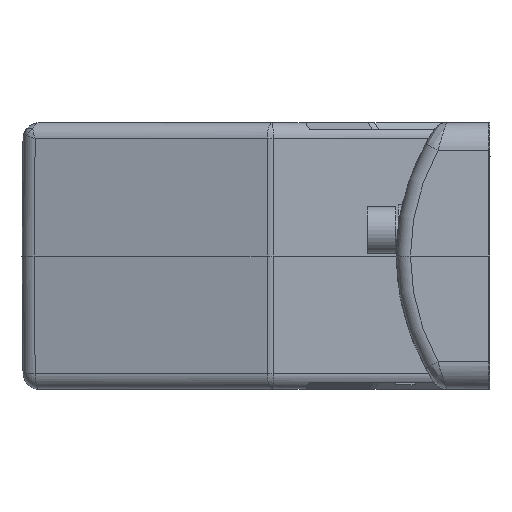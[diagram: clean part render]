
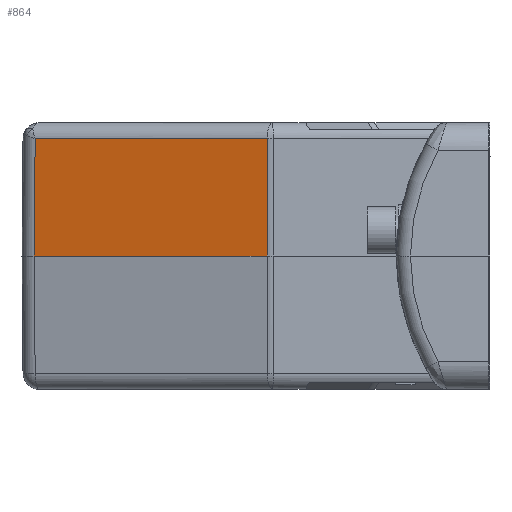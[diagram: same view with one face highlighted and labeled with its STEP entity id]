
A CAD part, left-side view. The second image highlights one B-rep face of the part: STEP entity #864.
In plain terms, the highlighted planar face has unit normal (-0.966, 0.259, 0.009).
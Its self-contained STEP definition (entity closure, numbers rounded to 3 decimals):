
#315=PLANE('',#8877);
#864=ADVANCED_FACE('',(#1484),#315,.T.);
#1484=FACE_OUTER_BOUND('',#1981,.T.);
#1981=EDGE_LOOP('',(#5441,#5442,#5443,#5444));
#2800=LINE('',#15721,#3386);
#2801=LINE('',#15728,#3387);
#3386=VECTOR('',#10622,1.);
#3387=VECTOR('',#10625,1.);
#5441=ORIENTED_EDGE('',*,*,#7690,.F.);
#5442=ORIENTED_EDGE('',*,*,#7309,.T.);
#5443=ORIENTED_EDGE('',*,*,#7689,.F.);
#5444=ORIENTED_EDGE('',*,*,#7691,.T.);
#6325=VERTEX_POINT('',#14041);
#6326=VERTEX_POINT('',#14078);
#6564=VERTEX_POINT('',#15718);
#6565=VERTEX_POINT('',#15727);
#7309=EDGE_CURVE('',#6326,#6325,#8081,.T.);
#7689=EDGE_CURVE('',#6564,#6325,#2800,.T.);
#7690=EDGE_CURVE('',#6326,#6565,#8222,.T.);
#7691=EDGE_CURVE('',#6564,#6565,#2801,.T.);
#8081=B_SPLINE_CURVE_WITH_KNOTS('',3,(#14074,#14075,#14076,#14077),
 .UNSPECIFIED.,.F.,.F.,(4,4),(0.,1.),.UNSPECIFIED.);
#8222=B_SPLINE_CURVE_WITH_KNOTS('',3,(#15723,#15724,#15725,#15726),
 .UNSPECIFIED.,.F.,.F.,(4,4),(0.,1.),.UNSPECIFIED.);
#8877=AXIS2_PLACEMENT_3D('',#15729,#10626,#10627);
#10622=DIRECTION('',(0.007,-0.009,1.));
#10625=DIRECTION('',(-0.259,-0.966,0.));
#10626=DIRECTION('',(-0.966,0.259,0.009));
#10627=DIRECTION('',(-0.259,-0.966,0.));
#14041=CARTESIAN_POINT('',(-45.326,97.188,25.031));
#14074=CARTESIAN_POINT('',(-58.611,47.607,25.031));
#14075=CARTESIAN_POINT('',(-54.183,64.134,25.031));
#14076=CARTESIAN_POINT('',(-49.754,80.661,25.031));
#14077=CARTESIAN_POINT('',(-45.326,97.188,25.031));
#14078=CARTESIAN_POINT('',(-58.611,47.607,25.031));
#15718=CARTESIAN_POINT('',(-45.494,97.406,0.));
#15721=CARTESIAN_POINT('',(-45.494,97.406,0.));
#15723=CARTESIAN_POINT('',(-58.611,47.607,25.031));
#15724=CARTESIAN_POINT('',(-58.684,47.617,16.687));
#15725=CARTESIAN_POINT('',(-58.757,47.626,8.344));
#15726=CARTESIAN_POINT('',(-58.83,47.636,0.));
#15727=CARTESIAN_POINT('',(-58.83,47.636,0.));
#15728=CARTESIAN_POINT('',(-45.494,97.406,0.));
#15729=CARTESIAN_POINT('',(-44.799,100.,0.));
